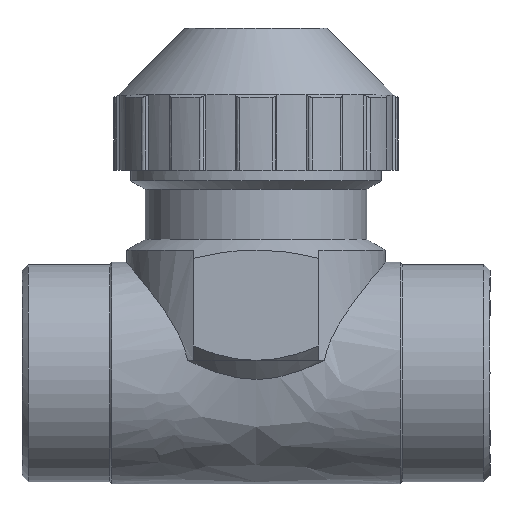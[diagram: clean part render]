
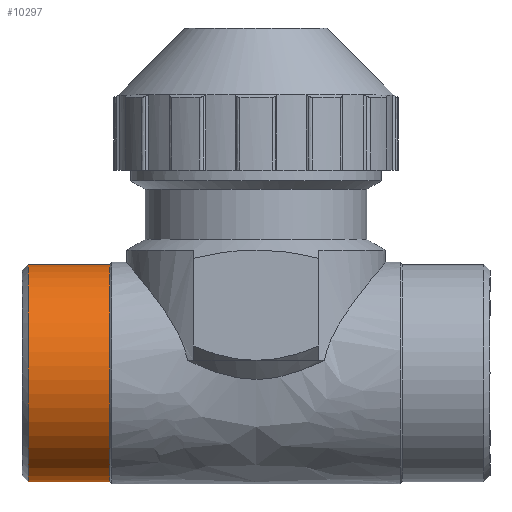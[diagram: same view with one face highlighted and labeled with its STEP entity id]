
A CAD part, top view. The second image highlights one B-rep face of the part: STEP entity #10297.
In plain terms, the highlighted free-form (B-spline) face has degree [2, 1] with [5, 2] control points.
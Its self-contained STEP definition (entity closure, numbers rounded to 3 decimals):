
#45 = VERTEX_POINT ( 'NONE', #12363 ) ;
#127 = EDGE_LOOP ( 'NONE', ( #12782, #12846, #9263, #6157 ) ) ;
#1041 =( BOUNDED_SURFACE ( )  B_SPLINE_SURFACE ( 2, 1, ( 
 ( #2058, #10888 ),
 ( #13113, #3223 ),
 ( #12522, #11215 ),
 ( #13528, #1332 ),
 ( #9187, #13599 ) ),
 .UNSPECIFIED., .F., .F., .T. ) 
 B_SPLINE_SURFACE_WITH_KNOTS ( ( 3, 2, 3 ),
 ( 2, 2 ),
 ( 180., 270., 360. ),
 ( -5.07, 5.07 ),
 .UNSPECIFIED. ) 
 GEOMETRIC_REPRESENTATION_ITEM ( )  RATIONAL_B_SPLINE_SURFACE ( (
 ( 1., 1.),
 ( 0.707, 0.707),
 ( 1., 1.),
 ( 0.707, 0.707),
 ( 1., 1.) ) ) 
 REPRESENTATION_ITEM ( '' )  SURFACE ( )  );
#1332 = CARTESIAN_POINT ( 'NONE',  ( 445.482, 147.352, 13. ) ) ;
#1511 = CARTESIAN_POINT ( 'NONE',  ( 455.427, 147.352, 0. ) ) ;
#1560 = VERTEX_POINT ( 'NONE', #13445 ) ;
#2058 = CARTESIAN_POINT ( 'NONE',  ( 455.622, 121.352, 0. ) ) ;
#2085 = EDGE_CURVE ( 'NONE', #45, #1560, #8504, .T. ) ;
#2192 = FACE_OUTER_BOUND ( 'NONE', #127, .T. ) ;
#3223 = CARTESIAN_POINT ( 'NONE',  ( 445.482, 121.352, 13. ) ) ;
#3574 = CARTESIAN_POINT ( 'NONE',  ( 445.677, 121.352, 0. ) ) ;
#3925 = CARTESIAN_POINT ( 'NONE',  ( 445.677, 121.352, 0. ) ) ;
#3964 = CARTESIAN_POINT ( 'NONE',  ( 455.427, 121.352, 13. ) ) ;
#4882 = CARTESIAN_POINT ( 'NONE',  ( 445.677, 147.352, 0. ) ) ;
#5049 = CARTESIAN_POINT ( 'NONE',  ( 455.427, 134.352, 13. ) ) ;
#6157 = ORIENTED_EDGE ( 'NONE', *, *, #10151, .F. ) ;
#6285 = VERTEX_POINT ( 'NONE', #4882 ) ;
#6547 = VERTEX_POINT ( 'NONE', #3925 ) ;
#6915 = CARTESIAN_POINT ( 'NONE',  ( 445.677, 147.352, 0. ) ) ;
#7303 = CARTESIAN_POINT ( 'NONE',  ( 455.427, 147.352, 0. ) ) ;
#7569 = B_SPLINE_CURVE_WITH_KNOTS ( 'NONE', 1,
 ( #13478, #3574 ),
 .UNSPECIFIED., .F., .F.,
 ( 2, 2 ),
 ( -4.875, 4.875 ),
 .UNSPECIFIED. ) ;
#8218 = EDGE_CURVE ( 'NONE', #1560, #6285, #10719, .T. ) ;
#8346 = CARTESIAN_POINT ( 'NONE',  ( 445.677, 134.352, 13. ) ) ;
#8504 =( BOUNDED_CURVE ( )  B_SPLINE_CURVE ( 2, ( #9666, #3964, #5049, #12796, #7303 ),
 .UNSPECIFIED., .F., .F. ) 
 B_SPLINE_CURVE_WITH_KNOTS ( ( 3, 2, 3 ),
 ( 0., 90., 180. ),
 .UNSPECIFIED. ) 
 CURVE ( )  GEOMETRIC_REPRESENTATION_ITEM ( )  RATIONAL_B_SPLINE_CURVE ( ( 1., 0.707, 1., 0.707, 1. ) ) 
 REPRESENTATION_ITEM ( '' )  );
#8550 = CARTESIAN_POINT ( 'NONE',  ( 445.677, 121.352, 13. ) ) ;
#9187 = CARTESIAN_POINT ( 'NONE',  ( 455.622, 147.352, 0. ) ) ;
#9263 = ORIENTED_EDGE ( 'NONE', *, *, #8218, .T. ) ;
#9357 = CARTESIAN_POINT ( 'NONE',  ( 445.677, 147.352, 0. ) ) ;
#9427 =( BOUNDED_CURVE ( )  B_SPLINE_CURVE ( 2, ( #12699, #8550, #8346, #13832, #9357 ),
 .UNSPECIFIED., .F., .T. ) 
 B_SPLINE_CURVE_WITH_KNOTS ( ( 3, 2, 3 ),
 ( 0., 90., 180. ),
 .UNSPECIFIED. ) 
 CURVE ( )  GEOMETRIC_REPRESENTATION_ITEM ( )  RATIONAL_B_SPLINE_CURVE ( ( 1., 0.707, 1., 0.707, 1. ) ) 
 REPRESENTATION_ITEM ( '' )  );
#9666 = CARTESIAN_POINT ( 'NONE',  ( 455.427, 121.352, 0. ) ) ;
#10151 = EDGE_CURVE ( 'NONE', #6547, #6285, #9427, .T. ) ;
#10297 = ADVANCED_FACE ( 'NONE', ( #2192 ), #1041, .T. ) ;
#10719 = B_SPLINE_CURVE_WITH_KNOTS ( 'NONE', 1,
 ( #1511, #6915 ),
 .UNSPECIFIED., .F., .F.,
 ( 2, 2 ),
 ( -4.875, 4.875 ),
 .UNSPECIFIED. ) ;
#10806 = EDGE_CURVE ( 'NONE', #45, #6547, #7569, .T. ) ;
#10888 = CARTESIAN_POINT ( 'NONE',  ( 445.482, 121.352, 0. ) ) ;
#11215 = CARTESIAN_POINT ( 'NONE',  ( 445.482, 134.352, 13. ) ) ;
#12363 = CARTESIAN_POINT ( 'NONE',  ( 455.427, 121.352, 0. ) ) ;
#12522 = CARTESIAN_POINT ( 'NONE',  ( 455.622, 134.352, 13. ) ) ;
#12699 = CARTESIAN_POINT ( 'NONE',  ( 445.677, 121.352, 0. ) ) ;
#12782 = ORIENTED_EDGE ( 'NONE', *, *, #10806, .F. ) ;
#12796 = CARTESIAN_POINT ( 'NONE',  ( 455.427, 147.352, 13. ) ) ;
#12846 = ORIENTED_EDGE ( 'NONE', *, *, #2085, .T. ) ;
#13113 = CARTESIAN_POINT ( 'NONE',  ( 455.622, 121.352, 13. ) ) ;
#13445 = CARTESIAN_POINT ( 'NONE',  ( 455.427, 147.352, 0. ) ) ;
#13478 = CARTESIAN_POINT ( 'NONE',  ( 455.427, 121.352, 0. ) ) ;
#13528 = CARTESIAN_POINT ( 'NONE',  ( 455.622, 147.352, 13. ) ) ;
#13599 = CARTESIAN_POINT ( 'NONE',  ( 445.482, 147.352, 0. ) ) ;
#13832 = CARTESIAN_POINT ( 'NONE',  ( 445.677, 147.352, 13. ) ) ;
